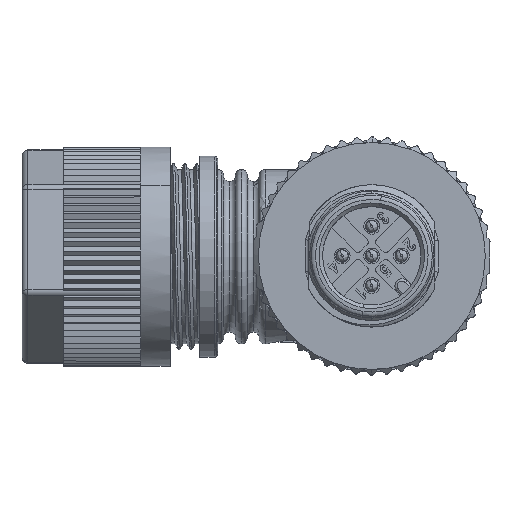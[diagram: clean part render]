
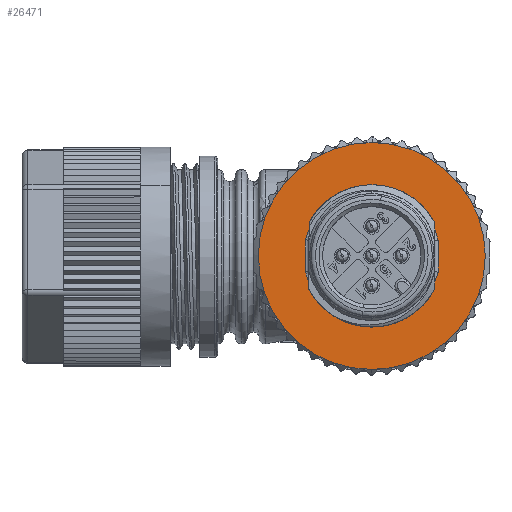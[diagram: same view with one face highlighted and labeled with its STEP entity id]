
A CAD part, top view. The second image highlights one B-rep face of the part: STEP entity #26471.
In plain terms, the highlighted planar face has unit normal (0, 0, 1).
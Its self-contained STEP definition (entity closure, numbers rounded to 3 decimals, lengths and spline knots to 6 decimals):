
#1417=CARTESIAN_POINT('',(0.,0.,0.0148));
#1418=DIRECTION('',(0.,0.,1.));
#1419=DIRECTION('',(-0.003,-1.,0.));
#1420=AXIS2_PLACEMENT_3D('',#1417,#1418,#1419);
#1422=CARTESIAN_POINT('',(0.,0.,0.0148));
#1423=DIRECTION('',(0.,0.,1.));
#1424=DIRECTION('',(0.003,1.,0.));
#1425=AXIS2_PLACEMENT_3D('',#1422,#1423,#1424);
#1427=CARTESIAN_POINT('',(0.,0.,0.0148));
#1428=DIRECTION('',(0.,0.,-1.));
#1429=DIRECTION('',(-0.972,0.237,0.));
#1430=AXIS2_PLACEMENT_3D('',#1427,#1428,#1429);
#1432=CARTESIAN_POINT('',(0.,0.,0.0148));
#1433=DIRECTION('',(0.,0.,-1.));
#1434=DIRECTION('',(-0.003,-1.,0.));
#1435=AXIS2_PLACEMENT_3D('',#1432,#1433,#1434);
#1437=CARTESIAN_POINT('',(0.,0.,0.0148));
#1438=DIRECTION('',(0.,0.,-1.));
#1439=DIRECTION('',(0.972,-0.237,0.));
#1440=AXIS2_PLACEMENT_3D('',#1437,#1438,#1439);
#1442=DIRECTION('',(0.003,1.,0.));
#1443=VECTOR('',#1442,0.002696);
#1444=CARTESIAN_POINT('',(0.005596,-0.001364,0.0148));
#1445=LINE('',#1444,#1443);
#1452=CARTESIAN_POINT('',(0.005596,-0.001364,0.0148));
#1458=CARTESIAN_POINT('',(-0.005596,0.001364,0.0148));
#1472=CARTESIAN_POINT('',(0.005604,0.001332,0.0148));
#1496=DIRECTION('',(-0.003,-1.,0.));
#1497=VECTOR('',#1496,0.002696);
#1498=CARTESIAN_POINT('',(-0.005596,0.001364,0.0148));
#1499=LINE('',#1498,#1497);
#21976=VERTEX_POINT('',#1458);
#21977=CARTESIAN_POINT('',(-0.005604,-0.001332,0.0148));
#21978=VERTEX_POINT('',#21977);
#23405=VERTEX_POINT('',#1472);
#24257=VERTEX_POINT('',#1452);
#24260=CARTESIAN_POINT('',(-0.000017,-0.00576,0.0148));
#24261=VERTEX_POINT('',#24260);
#25838=CARTESIAN_POINT('',(0.000028,0.00957,0.0148));
#25840=VERTEX_POINT('',#25838);
#25842=CARTESIAN_POINT('',(-0.000028,-0.00957,0.0148));
#25844=VERTEX_POINT('',#25842);
#26450=CARTESIAN_POINT('',(-0.000016,-0.00546,0.0148));
#26451=DIRECTION('',(0.,0.,1.));
#26452=DIRECTION('',(0.003,1.,0.));
#26453=AXIS2_PLACEMENT_3D('',#26450,#26451,#26452);
#26454=PLANE('',#26453);
#26455=ORIENTED_EDGE('',*,*,#26250,.F.);
#26456=ORIENTED_EDGE('',*,*,#26171,.F.);
#26457=EDGE_LOOP('',(#26455,#26456));
#26458=FACE_OUTER_BOUND('',#26457,.F.);
#26460=ORIENTED_EDGE('',*,*,#26459,.T.);
#26462=ORIENTED_EDGE('',*,*,#26461,.F.);
#26464=ORIENTED_EDGE('',*,*,#26463,.T.);
#26466=ORIENTED_EDGE('',*,*,#26465,.F.);
#26468=ORIENTED_EDGE('',*,*,#26467,.F.);
#26469=EDGE_LOOP('',(#26460,#26462,#26464,#26466,#26468));
#26470=FACE_BOUND('',#26469,.F.);
#26471=ADVANCED_FACE('',(#26458,#26470),#26454,.T.);
#1421=CIRCLE('',#1420,0.00957);
#1426=CIRCLE('',#1425,0.00957);
#1431=CIRCLE('',#1430,0.00576);
#1436=CIRCLE('',#1435,0.00576);
#1441=CIRCLE('',#1440,0.00576);
#26171=EDGE_CURVE('',#25840,#25844,#1426,.T.);
#26250=EDGE_CURVE('',#25844,#25840,#1421,.T.);
#26459=EDGE_CURVE('',#24257,#23405,#1445,.T.);
#26461=EDGE_CURVE('',#21976,#23405,#1431,.T.);
#26463=EDGE_CURVE('',#21976,#21978,#1499,.T.);
#26465=EDGE_CURVE('',#24261,#21978,#1436,.T.);
#26467=EDGE_CURVE('',#24257,#24261,#1441,.T.);
